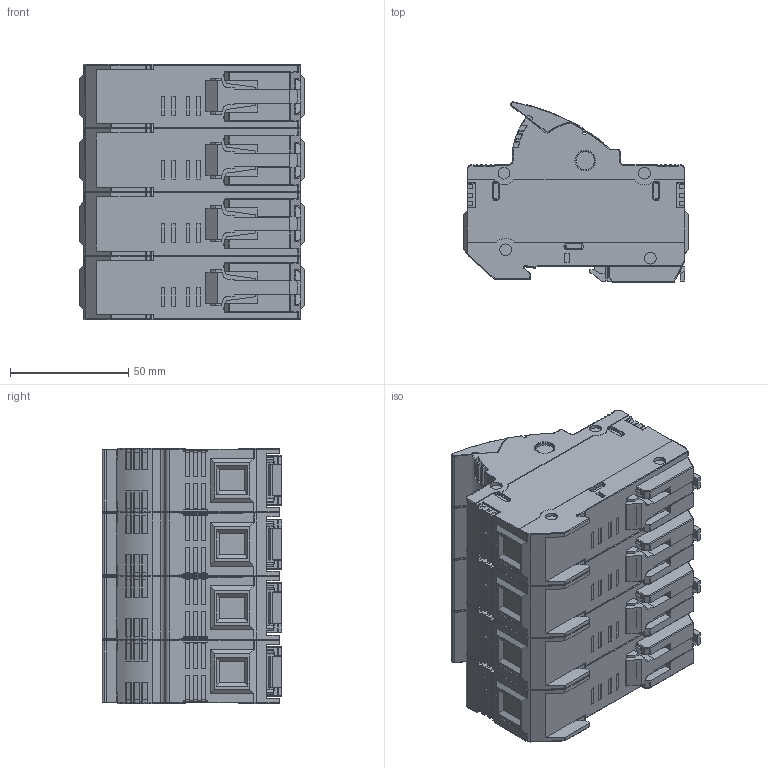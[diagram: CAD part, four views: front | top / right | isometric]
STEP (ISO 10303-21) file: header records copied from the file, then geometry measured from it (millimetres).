
FILE_DESCRIPTION (( 'STEP AP214' ), '1' );
FILE_NAME ('3d_4P_PR63.STEP', '2025-01-22T06:35:06', ( '' ), ( '' ), 'SwSTEP 2.0', 'SolidWorks 2022', '' );
FILE_SCHEMA (( 'AUTOMOTIVE_DESIGN' ));
Products named in the file (1): 3d_4P_PR63
Bounding box: 95 x 76.21 x 108 mm (x, y, z)
Volume: 511794.2 mm3; surface area: 86664 mm2
Topology: 1 solids, 62 shells, 5635 faces, 14432 edges, 8601 vertices
Faces by surface type: plane 2403, cylinder 2220, sphere 360, torus 340, bspline 312
Entity records: 191719 total; most frequent: CARTESIAN_POINT 59069, ORIENTED_EDGE 27996, DIRECTION 27647, EDGE_CURVE 13998, AXIS2_PLACEMENT_3D 9964, VERTEX_POINT 8594, VECTOR 7719, LINE 7719
